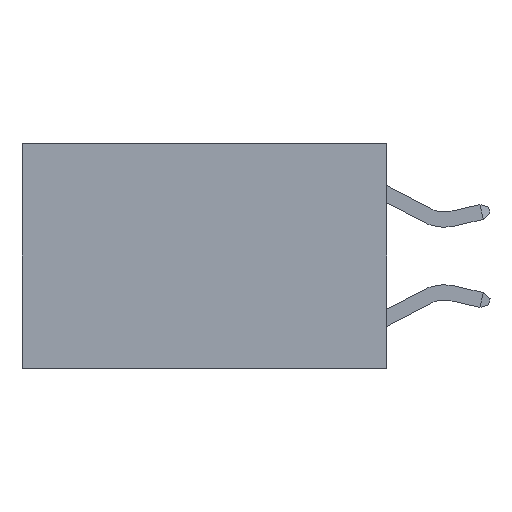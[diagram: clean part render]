
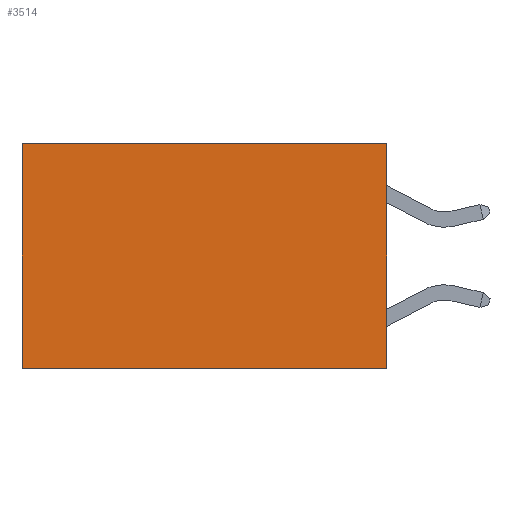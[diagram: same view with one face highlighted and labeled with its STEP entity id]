
A CAD part, left-side view. The second image highlights one B-rep face of the part: STEP entity #3514.
In plain terms, the highlighted planar face has unit normal (-1, 0, 0).
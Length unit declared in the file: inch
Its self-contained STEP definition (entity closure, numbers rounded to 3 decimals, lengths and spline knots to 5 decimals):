
#59 = VERTEX_POINT ( 'NONE', #6667 ) ;
#406 = VERTEX_POINT ( 'NONE', #5291 ) ;
#690 = VERTEX_POINT ( 'NONE', #5741 ) ;
#720 = DIRECTION ( 'NONE',  ( 0., 0., -1. ) ) ;
#722 = VECTOR ( 'NONE', #859, 39.37008 ) ;
#859 = DIRECTION ( 'NONE',  ( 0., 0., -1. ) ) ;
#945 = PLANE ( 'NONE',  #3071 ) ;
#1576 = CARTESIAN_POINT ( 'NONE',  ( 0.2625, 0., 0. ) ) ;
#1743 = DIRECTION ( 'NONE',  ( 0., 1., 0. ) ) ;
#1755 = CARTESIAN_POINT ( 'NONE',  ( 0.2625, 0., -0.37 ) ) ;
#2723 = VECTOR ( 'NONE', #720, 39.37008 ) ;
#2807 = VECTOR ( 'NONE', #6857, 39.37008 ) ;
#2973 = ORIENTED_EDGE ( 'NONE', *, *, #6733, .F. ) ;
#3071 = AXIS2_PLACEMENT_3D ( 'NONE', #1576, #5414, #7984 ) ;
#3388 = CARTESIAN_POINT ( 'NONE',  ( 0.2625, 0.6, 0. ) ) ;
#3445 = FACE_OUTER_BOUND ( 'NONE', #5705, .T. ) ;
#3514 = ADVANCED_FACE ( 'NONE', ( #3445 ), #945, .F. ) ;
#3670 = ORIENTED_EDGE ( 'NONE', *, *, #4798, .F. ) ;
#3735 = CARTESIAN_POINT ( 'NONE',  ( 0.2625, 0., 0. ) ) ;
#3755 = ORIENTED_EDGE ( 'NONE', *, *, #4088, .T. ) ;
#4088 = EDGE_CURVE ( 'NONE', #406, #6584, #6209, .T. ) ;
#4491 = LINE ( 'NONE', #3388, #2723 ) ;
#4495 = ORIENTED_EDGE ( 'NONE', *, *, #7292, .T. ) ;
#4798 = EDGE_CURVE ( 'NONE', #59, #690, #7500, .T. ) ;
#5291 = CARTESIAN_POINT ( 'NONE',  ( 0.2625, 0., 0. ) ) ;
#5414 = DIRECTION ( 'NONE',  ( 1., 0., 0. ) ) ;
#5705 = EDGE_LOOP ( 'NONE', ( #4495, #3670, #2973, #3755 ) ) ;
#5741 = CARTESIAN_POINT ( 'NONE',  ( 0.2625, 0.6, -0.37 ) ) ;
#6015 = VECTOR ( 'NONE', #1743, 39.37008 ) ;
#6090 = CARTESIAN_POINT ( 'NONE',  ( 0.2625, 0.6, 0. ) ) ;
#6209 = LINE ( 'NONE', #3735, #6015 ) ;
#6426 = CARTESIAN_POINT ( 'NONE',  ( 0.2625, 0., 0. ) ) ;
#6584 = VERTEX_POINT ( 'NONE', #6090 ) ;
#6667 = CARTESIAN_POINT ( 'NONE',  ( 0.2625, 0., -0.37 ) ) ;
#6733 = EDGE_CURVE ( 'NONE', #406, #59, #7895, .T. ) ;
#6857 = DIRECTION ( 'NONE',  ( 0., 1., 0. ) ) ;
#7292 = EDGE_CURVE ( 'NONE', #6584, #690, #4491, .T. ) ;
#7500 = LINE ( 'NONE', #1755, #2807 ) ;
#7895 = LINE ( 'NONE', #6426, #722 ) ;
#7984 = DIRECTION ( 'NONE',  ( 0., 0., -1. ) ) ;
